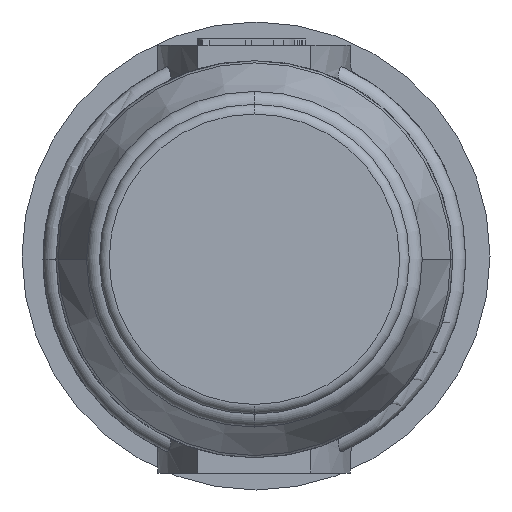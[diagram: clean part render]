
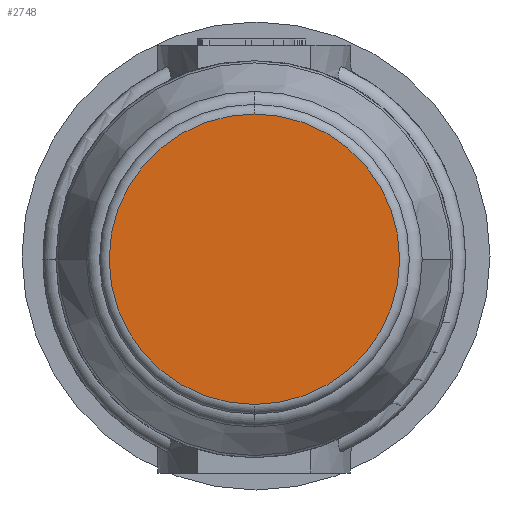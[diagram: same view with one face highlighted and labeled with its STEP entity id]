
A CAD part, front view. The second image highlights one B-rep face of the part: STEP entity #2748.
In plain terms, the highlighted planar face has unit normal (0, -1, 0).
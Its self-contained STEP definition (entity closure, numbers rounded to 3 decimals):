
#35 = FACE_OUTER_BOUND ( 'NONE', #3807, .T. ) ;
#162 = AXIS2_PLACEMENT_3D ( 'NONE', #1362, #1008, #5238 ) ;
#446 = AXIS2_PLACEMENT_3D ( 'NONE', #3167, #3170, #3180 ) ;
#683 = CIRCLE ( 'NONE', #446, 4.5 ) ;
#1008 = DIRECTION ( 'NONE',  ( 0., 1., 0. ) ) ;
#1175 = EDGE_CURVE ( 'NONE', #2651, #2849, #683, .T. ) ;
#1362 = CARTESIAN_POINT ( 'NONE',  ( -0.05, -14.996, -0.1 ) ) ;
#1555 = EDGE_CURVE ( 'NONE', #2849, #2651, #4452, .T. ) ;
#2651 = VERTEX_POINT ( 'NONE', #3457 ) ;
#2748 = ADVANCED_FACE ( 'NONE', ( #35 ), #3141, .T. ) ;
#2849 = VERTEX_POINT ( 'NONE', #2906 ) ;
#2906 = CARTESIAN_POINT ( 'NONE',  ( -0.05, -14.996, 4.4 ) ) ;
#3106 = DIRECTION ( 'NONE',  ( 1., 0., 0. ) ) ;
#3117 = DIRECTION ( 'NONE',  ( 0., -1., 0. ) ) ;
#3118 = CARTESIAN_POINT ( 'NONE',  ( -0.05, -14.996, -0.1 ) ) ;
#3141 = PLANE ( 'NONE',  #5065 ) ;
#3167 = CARTESIAN_POINT ( 'NONE',  ( -0.05, -14.996, -0.1 ) ) ;
#3170 = DIRECTION ( 'NONE',  ( 0., 1., 0. ) ) ;
#3180 = DIRECTION ( 'NONE',  ( 0., 0., -1. ) ) ;
#3457 = CARTESIAN_POINT ( 'NONE',  ( -0.05, -14.996, -4.6 ) ) ;
#3807 = EDGE_LOOP ( 'NONE', ( #4454, #5315 ) ) ;
#4452 = CIRCLE ( 'NONE', #162, 4.5 ) ;
#4454 = ORIENTED_EDGE ( 'NONE', *, *, #1175, .F. ) ;
#5065 = AXIS2_PLACEMENT_3D ( 'NONE', #3118, #3117, #3106 ) ;
#5238 = DIRECTION ( 'NONE',  ( 0., 0., -1. ) ) ;
#5315 = ORIENTED_EDGE ( 'NONE', *, *, #1555, .F. ) ;
